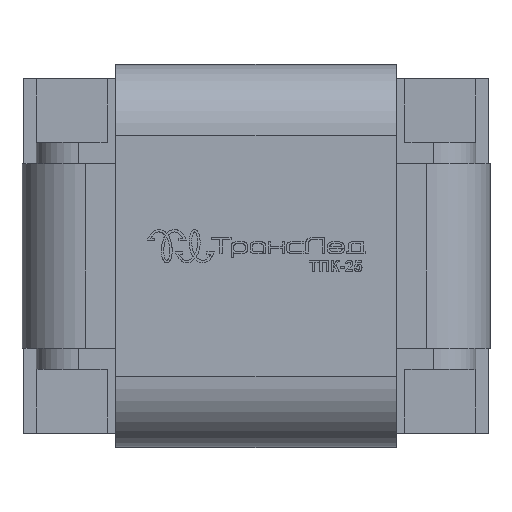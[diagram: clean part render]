
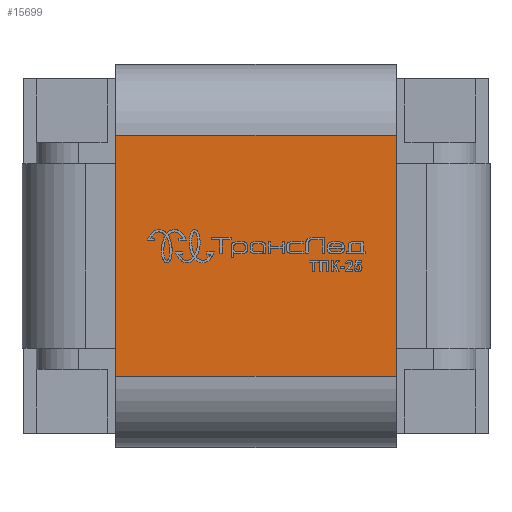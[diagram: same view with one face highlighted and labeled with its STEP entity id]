
A CAD part, top view. The second image highlights one B-rep face of the part: STEP entity #15699.
In plain terms, the highlighted planar face has unit normal (0, 0, 1).
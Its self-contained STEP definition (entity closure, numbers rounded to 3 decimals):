
#1171=FACE_OUTER_BOUND('',#2071,.T.);
#2071=EDGE_LOOP('',(#11311,#11312,#11313,#11314));
#3304=LINE('',#21271,#5084);
#3305=LINE('',#21276,#5085);
#3306=LINE('',#21279,#5086);
#3307=LINE('',#21280,#5087);
#5084=VECTOR('',#18027,10.);
#5085=VECTOR('',#18034,10.);
#5086=VECTOR('',#18037,10.);
#5087=VECTOR('',#18038,10.);
#6688=VERTEX_POINT('',#21268);
#6689=VERTEX_POINT('',#21270);
#6690=VERTEX_POINT('',#21274);
#6691=VERTEX_POINT('',#21278);
#8428=EDGE_CURVE('',#6689,#6688,#3304,.T.);
#8431=EDGE_CURVE('',#6689,#6690,#3305,.T.);
#8432=EDGE_CURVE('',#6691,#6688,#3306,.T.);
#8433=EDGE_CURVE('',#6690,#6691,#3307,.T.);
#11311=ORIENTED_EDGE('',*,*,#8431,.F.);
#11312=ORIENTED_EDGE('',*,*,#8428,.T.);
#11313=ORIENTED_EDGE('',*,*,#8432,.F.);
#11314=ORIENTED_EDGE('',*,*,#8433,.F.);
#15100=PLANE('',#16636);
#15699=ADVANCED_FACE('',(#1171),#15100,.T.);
#16636=AXIS2_PLACEMENT_3D('',#21277,#18035,#18036);
#18027=DIRECTION('',(0.,-1.,0.));
#18034=DIRECTION('',(1.,0.,0.));
#18035=DIRECTION('center_axis',(0.,0.,1.));
#18036=DIRECTION('ref_axis',(-1.,0.,0.));
#18037=DIRECTION('',(-1.,0.,0.));
#18038=DIRECTION('',(0.,-1.,0.));
#21268=CARTESIAN_POINT('',(-19.75,-17.,33.5));
#21270=CARTESIAN_POINT('',(-19.75,17.,33.5));
#21271=CARTESIAN_POINT('',(-19.75,0.,33.5));
#21274=CARTESIAN_POINT('',(19.75,17.,33.5));
#21276=CARTESIAN_POINT('',(9.875,17.,33.5));
#21277=CARTESIAN_POINT('Origin',(19.75,0.,33.5));
#21278=CARTESIAN_POINT('',(19.75,-17.,33.5));
#21279=CARTESIAN_POINT('',(9.875,-17.,33.5));
#21280=CARTESIAN_POINT('',(19.75,0.,33.5));
